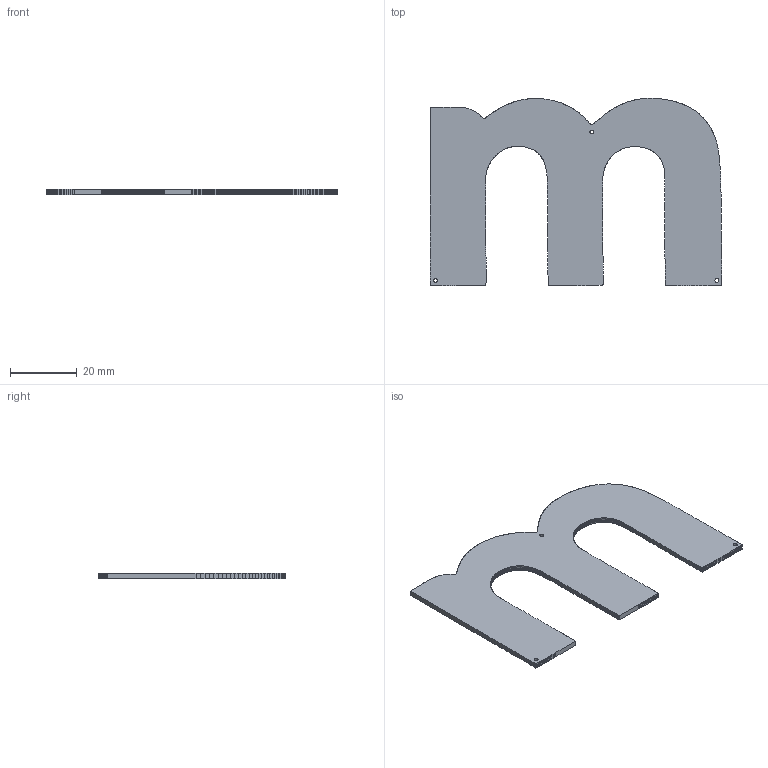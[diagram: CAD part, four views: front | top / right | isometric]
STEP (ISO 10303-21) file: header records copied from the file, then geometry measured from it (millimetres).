
FILE_DESCRIPTION(('KiCad electronic assembly'),'2;1');
FILE_NAME('badge.kicad_pcb.step','2023-03-27T06:54:45',('Pcbnew'),( 'Kicad'),'Open CASCADE STEP processor 7.5','KiCad to STEP converter' ,'Unknown');
FILE_SCHEMA(('AUTOMOTIVE_DESIGN { 1 0 10303 214 1 1 1 1 }'));
Length unit declared in the file: millimetre
Products named in the file (2): badge.kicad_pcb 1; PCB
Assembly tree (1 placements, depth 2):
  badge.kicad_pcb 1
    PCB
Bounding box: 87.71 x 56.28 x 1.58 mm (x, y, z)
Volume: 5025.4 mm3; surface area: 7065.1 mm2
Topology: 1 solids, 1 shells, 1034 faces, 3096 edges, 2064 vertices
Faces by surface type: plane 1031, cylinder 3
Full cylindrical faces by diameter (mm): 1.152 x3
Entity records: 74411 total; most frequent: CARTESIAN_POINT 12424, DIRECTION 11360, LINE 9276, VECTOR 9276, ORIENTED_EDGE 6192, PCURVE 6192, DEFINITIONAL_REPRESENTATION 6192, EDGE_CURVE 3096
